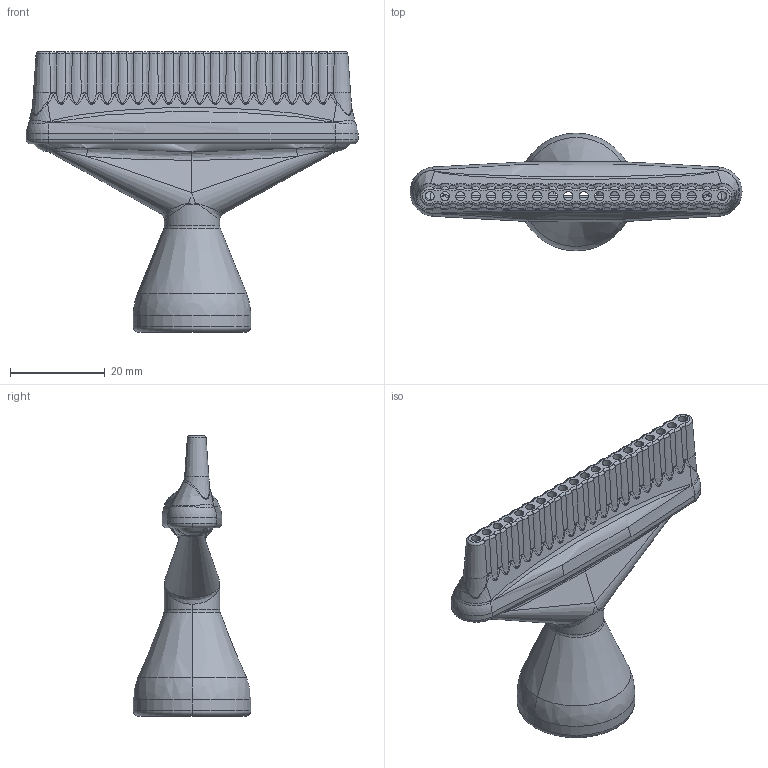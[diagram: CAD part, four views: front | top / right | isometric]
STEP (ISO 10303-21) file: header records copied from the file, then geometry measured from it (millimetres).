
FILE_DESCRIPTION (( 'STEP AP203' ), '1' );
FILE_NAME ('2.5 Inch Swivel Nozzle 75 for 1-2 inch.STEP', '2005-02-05T00:05:02', ( 'mark lockwood' ), ( 'lockwood products inc.' ), 'SwSTEP 2.0', 'SolidWorks 2004146', '' );
FILE_SCHEMA (( 'CONFIG_CONTROL_DESIGN' ));
Length unit declared in the file: inch
Products named in the file (1): 2.5 Inch Swivel Nozzle 75 for 1-2 inch
Bounding box: 70.01 x 24.81 x 59.23 mm (x, y, z)
Volume: 9401.6 mm3; surface area: 13462 mm2
Topology: 2 solids, 2 shells, 544 faces, 1433 edges, 786 vertices
Faces by surface type: bspline 308, cone 88, torus 60, cylinder 58, sphere 18, plane 12
Entity records: 137756 total; most frequent: CARTESIAN_POINT 127040, ORIENTED_EDGE 2680, DIRECTION 1526, EDGE_CURVE 1340, VERTEX_POINT 781, AXIS2_PLACEMENT_3D 697, B_SPLINE_CURVE_WITH_KNOTS 670, EDGE_LOOP 567
